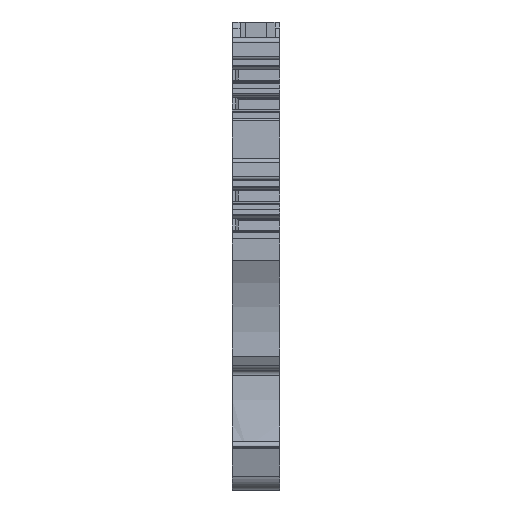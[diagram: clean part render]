
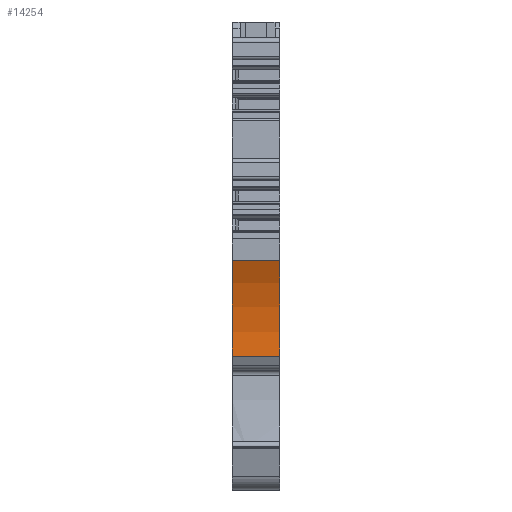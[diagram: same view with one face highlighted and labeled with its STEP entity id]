
A CAD part, front view. The second image highlights one B-rep face of the part: STEP entity #14254.
In plain terms, the highlighted cylindrical face has radius 19 mm (diameter 38 mm), a partial arc.
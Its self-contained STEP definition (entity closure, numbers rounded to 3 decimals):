
#14227=AXIS2_PLACEMENT_3D('Cylinder Axis2P3D',#14224,#14225,#14226) ;
#14240=AXIS2_PLACEMENT_3D('Circle Axis2P3D',#14238,#14239,$) ;
#14245=AXIS2_PLACEMENT_3D('Circle Axis2P3D',#14243,#14244,$) ;
#14202=CARTESIAN_POINT('Vertex',(0.,0.,24.75)) ;
#14205=CARTESIAN_POINT('Line Origine',(2.55,0.,24.75)) ;
#14209=CARTESIAN_POINT('Vertex',(5.1,0.,24.75)) ;
#14224=CARTESIAN_POINT('Axis2P3D Location',(2.55,-17.068,16.402)) ;
#14229=CARTESIAN_POINT('Line Origine',(2.55,1.829,14.425)) ;
#14233=CARTESIAN_POINT('Vertex',(0.,1.829,14.425)) ;
#14235=CARTESIAN_POINT('Vertex',(5.1,1.829,14.425)) ;
#14238=CARTESIAN_POINT('Axis2P3D Location',(5.1,-17.068,16.402)) ;
#14243=CARTESIAN_POINT('Axis2P3D Location',(0.,-17.068,16.402)) ;
#14206=DIRECTION('Vector Direction',(1.,0.,0.)) ;
#14225=DIRECTION('Axis2P3D Direction',(1.,0.,0.)) ;
#14226=DIRECTION('Axis2P3D XDirection',(0.,0.988,-0.154)) ;
#14230=DIRECTION('Vector Direction',(1.,0.,0.)) ;
#14239=DIRECTION('Axis2P3D Direction',(1.,0.,0.)) ;
#14244=DIRECTION('Axis2P3D Direction',(1.,0.,0.)) ;
#14207=VECTOR('Line Direction',#14206,1.) ;
#14231=VECTOR('Line Direction',#14230,1.) ;
#14249=ORIENTED_EDGE('',*,*,#14237,.T.) ;
#14250=ORIENTED_EDGE('',*,*,#14242,.F.) ;
#14251=ORIENTED_EDGE('',*,*,#14211,.F.) ;
#14252=ORIENTED_EDGE('',*,*,#14247,.T.) ;
#14254=ADVANCED_FACE('Housing Z-Compact DU.1\\Hauptk\X2\00F6\X0\rper',(#14253),#14228,.F.) ;
#14241=CIRCLE('generated circle',#14240,19.) ;
#14246=CIRCLE('generated circle',#14245,19.) ;
#14228=CYLINDRICAL_SURFACE('generated cylinder',#14227,19.) ;
#14211=EDGE_CURVE('',#14203,#14210,#14208,.T.) ;
#14237=EDGE_CURVE('',#14234,#14236,#14232,.T.) ;
#14242=EDGE_CURVE('',#14210,#14236,#14241,.F.) ;
#14247=EDGE_CURVE('',#14203,#14234,#14246,.F.) ;
#14248=EDGE_LOOP('',(#14249,#14250,#14251,#14252)) ;
#14253=FACE_OUTER_BOUND('',#14248,.T.) ;
#14208=LINE('Line',#14205,#14207) ;
#14232=LINE('Line',#14229,#14231) ;
#14203=VERTEX_POINT('',#14202) ;
#14210=VERTEX_POINT('',#14209) ;
#14234=VERTEX_POINT('',#14233) ;
#14236=VERTEX_POINT('',#14235) ;
